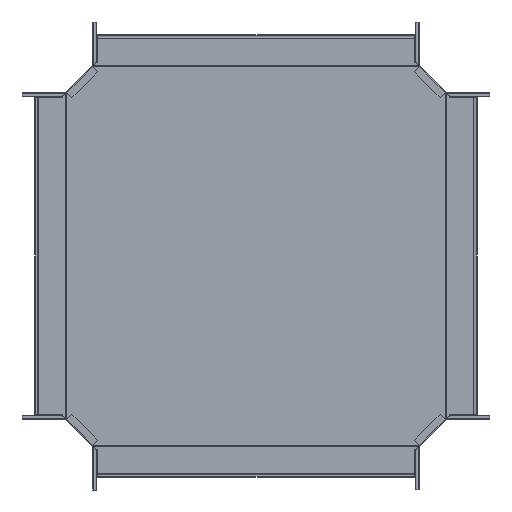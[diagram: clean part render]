
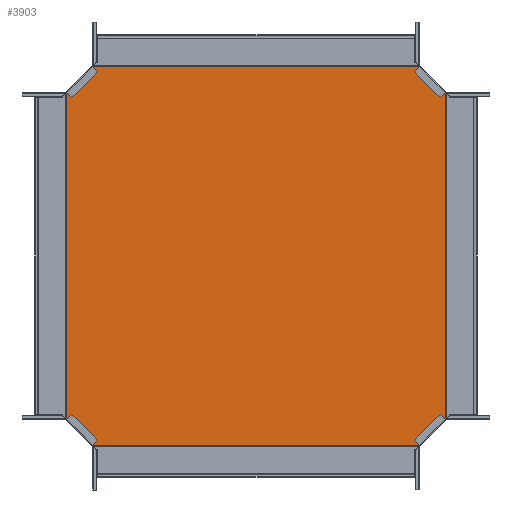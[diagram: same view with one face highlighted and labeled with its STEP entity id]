
A CAD part, front view. The second image highlights one B-rep face of the part: STEP entity #3903.
In plain terms, the highlighted planar face has unit normal (0, -1, 0).
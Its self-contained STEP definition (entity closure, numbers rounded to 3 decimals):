
#108 = VERTEX_POINT ( 'NONE', #3077 ) ;
#141 = ORIENTED_EDGE ( 'NONE', *, *, #5164, .T. ) ;
#187 = DIRECTION ( 'NONE',  ( -0.707, 0., -0.707 ) ) ;
#328 = CARTESIAN_POINT ( 'NONE',  ( -345.719, -1., 0. ) ) ;
#449 = ORIENTED_EDGE ( 'NONE', *, *, #1341, .F. ) ;
#502 = FACE_OUTER_BOUND ( 'NONE', #5356, .T. ) ;
#663 = ORIENTED_EDGE ( 'NONE', *, *, #2312, .F. ) ;
#681 = LINE ( 'NONE', #3047, #915 ) ;
#894 = DIRECTION ( 'NONE',  ( 0., -1., 0. ) ) ;
#915 = VECTOR ( 'NONE', #4996, 1000. ) ;
#927 = VECTOR ( 'NONE', #5196, 1000. ) ;
#997 = VERTEX_POINT ( 'NONE', #4805 ) ;
#1034 = VERTEX_POINT ( 'NONE', #3849 ) ;
#1049 = AXIS2_PLACEMENT_3D ( 'NONE', #2944, #894, #4092 ) ;
#1127 = EDGE_CURVE ( 'NONE', #4210, #3394, #3099, .T. ) ;
#1209 = EDGE_CURVE ( 'NONE', #1034, #3394, #2857, .T. ) ;
#1255 = VECTOR ( 'NONE', #187, 1000. ) ;
#1341 = EDGE_CURVE ( 'NONE', #5539, #4210, #681, .T. ) ;
#1427 = VECTOR ( 'NONE', #5732, 1000. ) ;
#1521 = CARTESIAN_POINT ( 'NONE',  ( 345.719, -1., -297.604 ) ) ;
#1714 = CARTESIAN_POINT ( 'NONE',  ( 0., -1., 345.719 ) ) ;
#1958 = EDGE_CURVE ( 'NONE', #997, #4062, #6180, .T. ) ;
#2067 = VECTOR ( 'NONE', #4808, 1000. ) ;
#2173 = VECTOR ( 'NONE', #5050, 1000. ) ;
#2312 = EDGE_CURVE ( 'NONE', #108, #4062, #3243, .T. ) ;
#2402 = CARTESIAN_POINT ( 'NONE',  ( 289.75, -1., -353.573 ) ) ;
#2636 = CARTESIAN_POINT ( 'NONE',  ( -289.75, -1., 353.573 ) ) ;
#2724 = EDGE_CURVE ( 'NONE', #2954, #997, #2731, .T. ) ;
#2728 = LINE ( 'NONE', #1714, #1427 ) ;
#2731 = LINE ( 'NONE', #2636, #1255 ) ;
#2857 = LINE ( 'NONE', #2402, #2067 ) ;
#2926 = ORIENTED_EDGE ( 'NONE', *, *, #1958, .T. ) ;
#2944 = CARTESIAN_POINT ( 'NONE',  ( 0., -1., 0. ) ) ;
#2954 = VERTEX_POINT ( 'NONE', #3514 ) ;
#3010 = ORIENTED_EDGE ( 'NONE', *, *, #4432, .F. ) ;
#3047 = CARTESIAN_POINT ( 'NONE',  ( 289.75, -1., 353.573 ) ) ;
#3077 = CARTESIAN_POINT ( 'NONE',  ( -297.604, -1., -345.719 ) ) ;
#3099 = LINE ( 'NONE', #3579, #2173 ) ;
#3243 = LINE ( 'NONE', #3729, #927 ) ;
#3394 = VERTEX_POINT ( 'NONE', #1521 ) ;
#3514 = CARTESIAN_POINT ( 'NONE',  ( -297.604, -1., 345.719 ) ) ;
#3579 = CARTESIAN_POINT ( 'NONE',  ( 345.719, -1., 0. ) ) ;
#3704 = DIRECTION ( 'NONE',  ( 0., 0., -1. ) ) ;
#3710 = CARTESIAN_POINT ( 'NONE',  ( 297.604, -1., 345.719 ) ) ;
#3729 = CARTESIAN_POINT ( 'NONE',  ( -289.75, -1., -353.573 ) ) ;
#3849 = CARTESIAN_POINT ( 'NONE',  ( 297.604, -1., -345.719 ) ) ;
#3903 = ADVANCED_FACE ( 'NONE', ( #502 ), #5308, .T. ) ;
#4062 = VERTEX_POINT ( 'NONE', #6218 ) ;
#4092 = DIRECTION ( 'NONE',  ( 0., 0., -1. ) ) ;
#4210 = VERTEX_POINT ( 'NONE', #5819 ) ;
#4432 = EDGE_CURVE ( 'NONE', #1034, #108, #4633, .T. ) ;
#4574 = CARTESIAN_POINT ( 'NONE',  ( 0., -1., -345.719 ) ) ;
#4633 = LINE ( 'NONE', #4574, #6360 ) ;
#4774 = ORIENTED_EDGE ( 'NONE', *, *, #1127, .F. ) ;
#4805 = CARTESIAN_POINT ( 'NONE',  ( -345.719, -1., 297.604 ) ) ;
#4808 = DIRECTION ( 'NONE',  ( 0.707, 0., 0.707 ) ) ;
#4996 = DIRECTION ( 'NONE',  ( 0.707, 0., -0.707 ) ) ;
#5050 = DIRECTION ( 'NONE',  ( 0., 0., -1. ) ) ;
#5112 = DIRECTION ( 'NONE',  ( -1., 0., 0. ) ) ;
#5164 = EDGE_CURVE ( 'NONE', #5539, #2954, #2728, .T. ) ;
#5196 = DIRECTION ( 'NONE',  ( -0.707, 0., 0.707 ) ) ;
#5308 = PLANE ( 'NONE',  #1049 ) ;
#5356 = EDGE_LOOP ( 'NONE', ( #449, #141, #5798, #2926, #663, #3010, #5720, #4774 ) ) ;
#5455 = VECTOR ( 'NONE', #3704, 1000. ) ;
#5539 = VERTEX_POINT ( 'NONE', #3710 ) ;
#5720 = ORIENTED_EDGE ( 'NONE', *, *, #1209, .T. ) ;
#5732 = DIRECTION ( 'NONE',  ( -1., 0., 0. ) ) ;
#5798 = ORIENTED_EDGE ( 'NONE', *, *, #2724, .T. ) ;
#5819 = CARTESIAN_POINT ( 'NONE',  ( 345.719, -1., 297.604 ) ) ;
#6180 = LINE ( 'NONE', #328, #5455 ) ;
#6218 = CARTESIAN_POINT ( 'NONE',  ( -345.719, -1., -297.604 ) ) ;
#6360 = VECTOR ( 'NONE', #5112, 1000. ) ;
